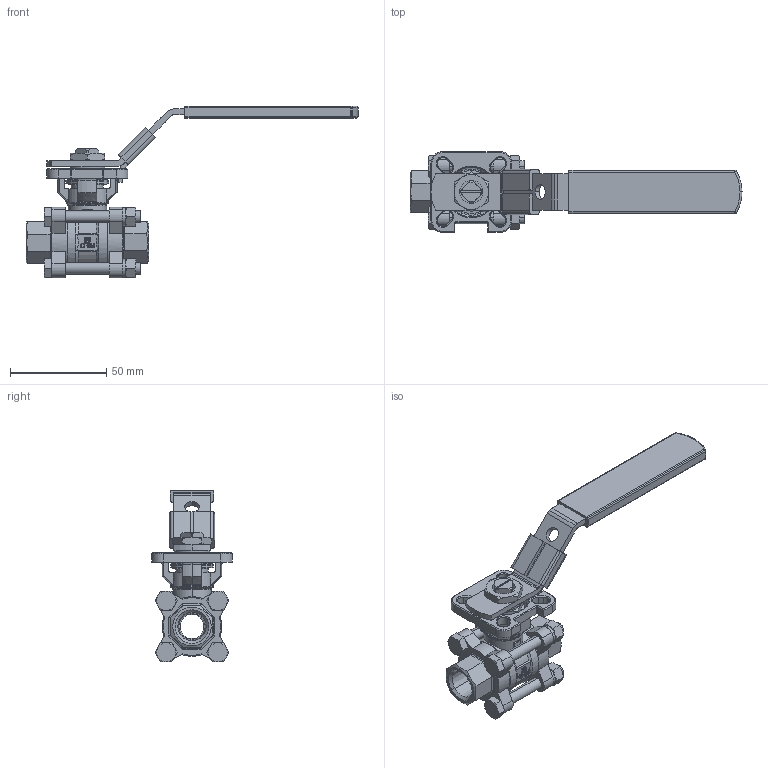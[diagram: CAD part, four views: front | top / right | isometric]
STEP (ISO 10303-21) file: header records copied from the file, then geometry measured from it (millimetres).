
FILE_DESCRIPTION(('STEP AP214'),'1');
FILE_NAME(' 3-8.stp','2023-12-06T03:16:38',(' '),(' '),'Spatial InterOp 3D',' ',' ');
FILE_SCHEMA(('AUTOMOTIVE_DESIGN { 1 0 10303 214 1 1 1 1 }'));
Length unit declared in the file: millimetre
Products named in the file (1): 阀体
Bounding box: 172.7 x 42 x 89.44 mm (x, y, z)
Volume: 66776.1 mm3; surface area: 54183 mm2
Topology: 31 solids, 31 shells, 1164 faces, 3013 edges, 1918 vertices
Faces by surface type: plane 652, cylinder 270, cone 200, torus 36, sphere 6
Entity records: 46460 total; most frequent: CARTESIAN_POINT 8659, ORIENTED_EDGE 6014, DIRECTION 5924, EDGE_CURVE 3007, AXIS2_PLACEMENT_3D 2027, VERTEX_POINT 1918, LINE 1870, VECTOR 1870
